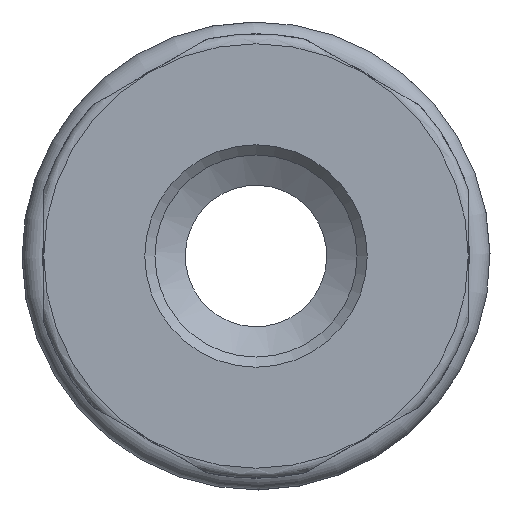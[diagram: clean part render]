
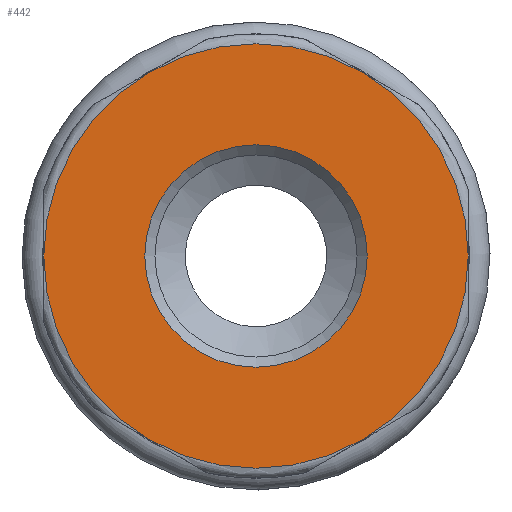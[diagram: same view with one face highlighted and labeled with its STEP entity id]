
A CAD part, left-side view. The second image highlights one B-rep face of the part: STEP entity #442.
In plain terms, the highlighted planar face has unit normal (-1, 0, 0).
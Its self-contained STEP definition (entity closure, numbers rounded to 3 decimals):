
#304=CARTESIAN_POINT('',(0.,10.5,0.));
#305=VERTEX_POINT('',#304);
#349=CARTESIAN_POINT('',(0.,5.25,9.093));
#350=VERTEX_POINT('',#349);
#370=CARTESIAN_POINT('',(0.,0.0,0.0));
#371=DIRECTION('',(1.0,0.0,0.0));
#372=DIRECTION('',(0.0,0.866,0.5));
#373=AXIS2_PLACEMENT_3D('',#370,#371,#372);
#374=CIRCLE('',#373,10.5);
#375=EDGE_CURVE('',#305,#350,#374,.T.);
#380=CARTESIAN_POINT('',(0.,8.25,0.0));
#381=DIRECTION('',(-1.0,0.0,0.0));
#382=DIRECTION('',(0.0,0.0,1.0));
#383=AXIS2_PLACEMENT_3D('',#380,#381,#382);
#384=PLANE('',#383);
#385=ORIENTED_EDGE('',*,*,#375,.F.);
#386=CARTESIAN_POINT('',(0.,5.25,-9.093));
#387=VERTEX_POINT('',#386);
#388=CARTESIAN_POINT('',(0.,0.0,0.0));
#389=DIRECTION('',(1.0,0.0,0.0));
#390=DIRECTION('',(0.0,0.866,-0.5));
#391=AXIS2_PLACEMENT_3D('',#388,#389,#390);
#392=CIRCLE('',#391,10.5);
#393=EDGE_CURVE('',#387,#305,#392,.T.);
#394=ORIENTED_EDGE('',*,*,#393,.F.);
#395=CARTESIAN_POINT('',(0.,-5.25,-9.093));
#396=VERTEX_POINT('',#395);
#397=CARTESIAN_POINT('',(0.,0.0,0.0));
#398=DIRECTION('',(1.0,0.0,0.0));
#399=DIRECTION('',(0.0,0.0,-1.0));
#400=AXIS2_PLACEMENT_3D('',#397,#398,#399);
#401=CIRCLE('',#400,10.5);
#402=EDGE_CURVE('',#396,#387,#401,.T.);
#403=ORIENTED_EDGE('',*,*,#402,.F.);
#404=CARTESIAN_POINT('',(0.,-10.5,0.0));
#405=VERTEX_POINT('',#404);
#406=CARTESIAN_POINT('',(0.,0.0,0.0));
#407=DIRECTION('',(1.0,0.0,0.0));
#408=DIRECTION('',(0.0,-0.866,-0.5));
#409=AXIS2_PLACEMENT_3D('',#406,#407,#408);
#410=CIRCLE('',#409,10.5);
#411=EDGE_CURVE('',#405,#396,#410,.T.);
#412=ORIENTED_EDGE('',*,*,#411,.F.);
#413=CARTESIAN_POINT('',(0.,-5.25,9.093));
#414=VERTEX_POINT('',#413);
#415=CARTESIAN_POINT('',(0.,0.0,0.0));
#416=DIRECTION('',(1.0,0.0,0.0));
#417=DIRECTION('',(0.0,-0.866,0.5));
#418=AXIS2_PLACEMENT_3D('',#415,#416,#417);
#419=CIRCLE('',#418,10.5);
#420=EDGE_CURVE('',#414,#405,#419,.T.);
#421=ORIENTED_EDGE('',*,*,#420,.F.);
#422=CARTESIAN_POINT('',(0.,0.0,0.0));
#423=DIRECTION('',(1.0,0.0,0.0));
#424=DIRECTION('',(0.0,0.0,1.0));
#425=AXIS2_PLACEMENT_3D('',#422,#423,#424);
#426=CIRCLE('',#425,10.5);
#427=EDGE_CURVE('',#350,#414,#426,.T.);
#428=ORIENTED_EDGE('',*,*,#427,.F.);
#429=EDGE_LOOP('',(#385,#394,#403,#412,#421,#428));
#430=FACE_OUTER_BOUND('',#429,.T.);
#431=CARTESIAN_POINT('',(0.,5.5,0.0));
#432=VERTEX_POINT('',#431);
#433=CARTESIAN_POINT('',(0.,0.0,0.0));
#434=DIRECTION('',(1.0,0.0,0.0));
#435=DIRECTION('',(0.0,1.0,0.0));
#436=AXIS2_PLACEMENT_3D('',#433,#434,#435);
#437=CIRCLE('',#436,5.5);
#438=EDGE_CURVE('',#432,#432,#437,.T.);
#439=ORIENTED_EDGE('',*,*,#438,.T.);
#440=EDGE_LOOP('',(#439));
#441=FACE_BOUND('',#440,.T.);
#442=ADVANCED_FACE('',(#430,#441),#384,.T.);
